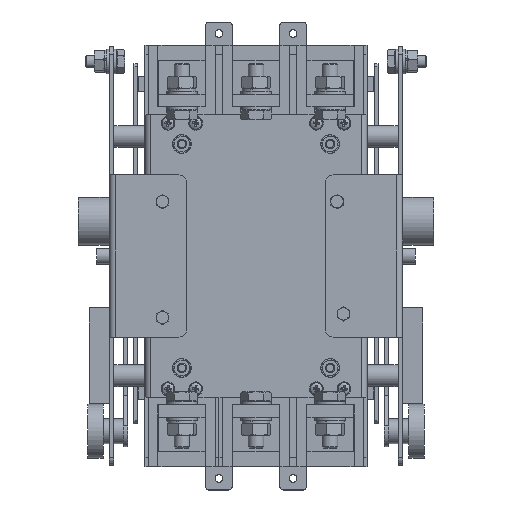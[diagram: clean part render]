
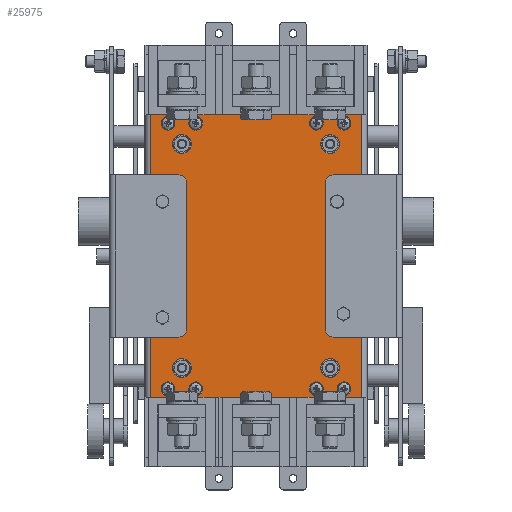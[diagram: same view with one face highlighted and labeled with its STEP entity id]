
A CAD part, top view. The second image highlights one B-rep face of the part: STEP entity #25975.
In plain terms, the highlighted planar face has unit normal (0, 0, 1).
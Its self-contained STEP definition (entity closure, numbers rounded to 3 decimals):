
#845 = CARTESIAN_POINT ( 'NONE',  ( 68., 183., 0. ) ) ;
#1119 = LINE ( 'NONE', #26980, #8900 ) ;
#2199 = DIRECTION ( 'NONE',  ( 0., -1., 0. ) ) ;
#2627 = VECTOR ( 'NONE', #18103, 1000. ) ;
#2700 = ORIENTED_EDGE ( 'NONE', *, *, #9189, .T. ) ;
#6247 = EDGE_LOOP ( 'NONE', ( #11678, #14835, #27823, #2700 ) ) ;
#6461 = LINE ( 'NONE', #12718, #13977 ) ;
#7907 = EDGE_CURVE ( 'NONE', #17891, #18836, #1119, .T. ) ;
#8620 = CARTESIAN_POINT ( 'NONE',  ( 72., 183., 0. ) ) ;
#8799 = EDGE_CURVE ( 'NONE', #11393, #17891, #23669, .T. ) ;
#8900 = VECTOR ( 'NONE', #18442, 1000. ) ;
#9189 = EDGE_CURVE ( 'NONE', #11393, #24456, #6461, .T. ) ;
#9438 = LINE ( 'NONE', #17971, #2627 ) ;
#10894 = DIRECTION ( 'NONE',  ( 1., 0., 0. ) ) ;
#11379 = CARTESIAN_POINT ( 'NONE',  ( -68., 183., 0. ) ) ;
#11393 = VERTEX_POINT ( 'NONE', #11379 ) ;
#11678 = ORIENTED_EDGE ( 'NONE', *, *, #18180, .T. ) ;
#12718 = CARTESIAN_POINT ( 'NONE',  ( -68., 183., 0. ) ) ;
#12734 = FACE_OUTER_BOUND ( 'NONE', #6247, .T. ) ;
#12875 = CARTESIAN_POINT ( 'NONE',  ( 72., 183., 0. ) ) ;
#13977 = VECTOR ( 'NONE', #2199, 1000. ) ;
#14835 = ORIENTED_EDGE ( 'NONE', *, *, #7907, .F. ) ;
#17231 = AXIS2_PLACEMENT_3D ( 'NONE', #12875, #19250, #27914 ) ;
#17891 = VERTEX_POINT ( 'NONE', #845 ) ;
#17971 = CARTESIAN_POINT ( 'NONE',  ( 72., 0., 0. ) ) ;
#18103 = DIRECTION ( 'NONE',  ( 1., 0., 0. ) ) ;
#18180 = EDGE_CURVE ( 'NONE', #24456, #18836, #9438, .T. ) ;
#18442 = DIRECTION ( 'NONE',  ( 0., -1., 0. ) ) ;
#18836 = VERTEX_POINT ( 'NONE', #24743 ) ;
#19250 = DIRECTION ( 'NONE',  ( 0., 0., -1. ) ) ;
#21384 = PLANE ( 'NONE',  #17231 ) ;
#21690 = VECTOR ( 'NONE', #10894, 1000. ) ;
#23651 = CARTESIAN_POINT ( 'NONE',  ( -68., 0., 0. ) ) ;
#23669 = LINE ( 'NONE', #8620, #21690 ) ;
#24456 = VERTEX_POINT ( 'NONE', #23651 ) ;
#24743 = CARTESIAN_POINT ( 'NONE',  ( 68., 0., 0. ) ) ;
#25975 = ADVANCED_FACE ( 'NONE', ( #12734 ), #21384, .F. ) ;
#26980 = CARTESIAN_POINT ( 'NONE',  ( 68., 183., 0. ) ) ;
#27823 = ORIENTED_EDGE ( 'NONE', *, *, #8799, .F. ) ;
#27914 = DIRECTION ( 'NONE',  ( -1., 0., 0. ) ) ;
